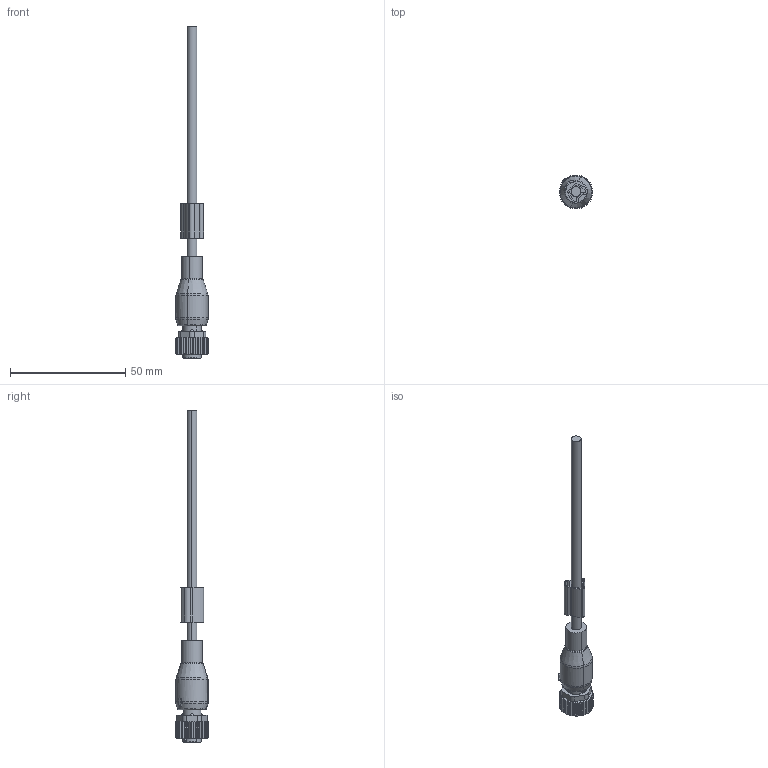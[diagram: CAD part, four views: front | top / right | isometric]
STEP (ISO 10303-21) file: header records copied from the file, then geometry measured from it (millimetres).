
FILE_DESCRIPTION(('CATIA V5 STEP Exchange','CAx-IF Rec.Pracs.--- Model Styling and Organization---1.4--- 2014-01-23'),'2;1');
FILE_NAME ('007775-1_1', '2020-04-01T13:07:58+00:00', ('none'), ('Weidmueller'), 'CATIA Version 5-6 Release 2016 SP3 HF44', 'CATIA V5 STEP AP214', 'none');
FILE_SCHEMA(('AUTOMOTIVE_DESIGN { 1 0 10303 214 1 1 1 1 }'));
Length unit declared in the file: millimetre
Products named in the file (1): 1150631500
Bounding box: 14.6 x 14.52 x 144 mm (x, y, z)
Volume: 6666.6 mm3; surface area: 6668.5 mm2
Topology: 19 solids, 19 shells, 697 faces, 1709 edges, 1069 vertices
Faces by surface type: plane 279, cylinder 225, cone 103, torus 66, bspline 16, sphere 4, revolution 4
Entity records: 20224 total; most frequent: CARTESIAN_POINT 5541, ORIENTED_EDGE 3382, DIRECTION 2258, EDGE_CURVE 1691, AXIS2_PLACEMENT_3D 1111, VERTEX_POINT 1069, EDGE_LOOP 758, ADVANCED_FACE 697
